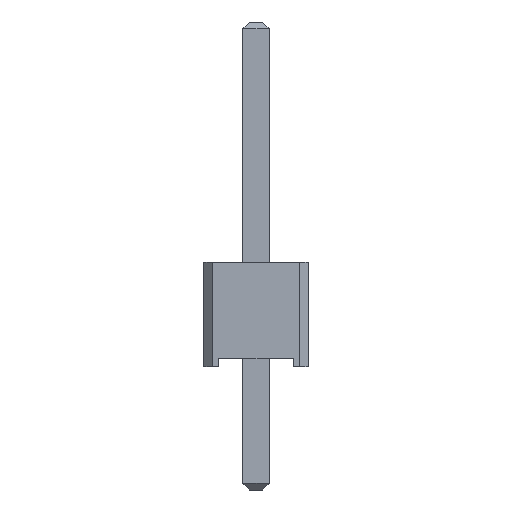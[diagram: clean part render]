
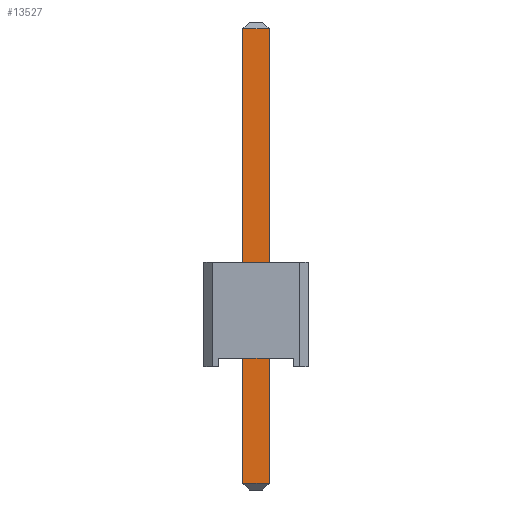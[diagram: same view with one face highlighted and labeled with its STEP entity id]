
A CAD part, left-side view. The second image highlights one B-rep face of the part: STEP entity #13527.
In plain terms, the highlighted planar face has unit normal (-1, 0, 0).
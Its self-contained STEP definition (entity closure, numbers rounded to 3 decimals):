
#13411 = EDGE_CURVE('',#13412,#13414,#13416,.T.);
#13412 = VERTEX_POINT('',#13413);
#13413 = CARTESIAN_POINT('',(-0.32,0.32,-2.84));
#13414 = VERTEX_POINT('',#13415);
#13415 = CARTESIAN_POINT('',(-0.32,0.32,8.22));
#13416 = SURFACE_CURVE('',#13417,(#13421,#13433),.PCURVE_S1.);
#13417 = LINE('',#13418,#13419);
#13418 = CARTESIAN_POINT('',(-0.32,0.32,-3.));
#13419 = VECTOR('',#13420,1.);
#13420 = DIRECTION('',(0.,0.,1.));
#13421 = PCURVE('',#13422,#13427);
#13422 = PLANE('',#13423);
#13423 = AXIS2_PLACEMENT_3D('',#13424,#13425,#13426);
#13424 = CARTESIAN_POINT('',(-0.32,0.32,-3.));
#13425 = DIRECTION('',(0.,1.,0.));
#13426 = DIRECTION('',(1.,0.,0.));
#13427 = DEFINITIONAL_REPRESENTATION('',(#13428),#13432);
#13428 = LINE('',#13429,#13430);
#13429 = CARTESIAN_POINT('',(0.,0.));
#13430 = VECTOR('',#13431,1.);
#13431 = DIRECTION('',(0.,-1.));
#13432 = ( GEOMETRIC_REPRESENTATION_CONTEXT(2) 
PARAMETRIC_REPRESENTATION_CONTEXT() REPRESENTATION_CONTEXT('2D SPACE',''
  ) );
#13433 = PCURVE('',#13434,#13439);
#13434 = PLANE('',#13435);
#13435 = AXIS2_PLACEMENT_3D('',#13436,#13437,#13438);
#13436 = CARTESIAN_POINT('',(-0.32,-0.32,-3.));
#13437 = DIRECTION('',(-1.,0.,0.));
#13438 = DIRECTION('',(0.,1.,0.));
#13439 = DEFINITIONAL_REPRESENTATION('',(#13440),#13444);
#13440 = LINE('',#13441,#13442);
#13441 = CARTESIAN_POINT('',(0.64,0.));
#13442 = VECTOR('',#13443,1.);
#13443 = DIRECTION('',(0.,-1.));
#13444 = ( GEOMETRIC_REPRESENTATION_CONTEXT(2) 
PARAMETRIC_REPRESENTATION_CONTEXT() REPRESENTATION_CONTEXT('2D SPACE',''
  ) );
#13527 = ADVANCED_FACE('',(#13528),#13434,.T.);
#13528 = FACE_BOUND('',#13529,.T.);
#13529 = EDGE_LOOP('',(#13530,#13560,#13586,#13587));
#13530 = ORIENTED_EDGE('',*,*,#13531,.T.);
#13531 = EDGE_CURVE('',#13532,#13534,#13536,.T.);
#13532 = VERTEX_POINT('',#13533);
#13533 = CARTESIAN_POINT('',(-0.32,-0.32,-2.84));
#13534 = VERTEX_POINT('',#13535);
#13535 = CARTESIAN_POINT('',(-0.32,-0.32,8.22));
#13536 = SURFACE_CURVE('',#13537,(#13541,#13548),.PCURVE_S1.);
#13537 = LINE('',#13538,#13539);
#13538 = CARTESIAN_POINT('',(-0.32,-0.32,-3.));
#13539 = VECTOR('',#13540,1.);
#13540 = DIRECTION('',(0.,0.,1.));
#13541 = PCURVE('',#13434,#13542);
#13542 = DEFINITIONAL_REPRESENTATION('',(#13543),#13547);
#13543 = LINE('',#13544,#13545);
#13544 = CARTESIAN_POINT('',(0.,0.));
#13545 = VECTOR('',#13546,1.);
#13546 = DIRECTION('',(0.,-1.));
#13547 = ( GEOMETRIC_REPRESENTATION_CONTEXT(2) 
PARAMETRIC_REPRESENTATION_CONTEXT() REPRESENTATION_CONTEXT('2D SPACE',''
  ) );
#13548 = PCURVE('',#13549,#13554);
#13549 = PLANE('',#13550);
#13550 = AXIS2_PLACEMENT_3D('',#13551,#13552,#13553);
#13551 = CARTESIAN_POINT('',(0.32,-0.32,-3.));
#13552 = DIRECTION('',(0.,-1.,0.));
#13553 = DIRECTION('',(-1.,0.,0.));
#13554 = DEFINITIONAL_REPRESENTATION('',(#13555),#13559);
#13555 = LINE('',#13556,#13557);
#13556 = CARTESIAN_POINT('',(0.64,0.));
#13557 = VECTOR('',#13558,1.);
#13558 = DIRECTION('',(0.,-1.));
#13559 = ( GEOMETRIC_REPRESENTATION_CONTEXT(2) 
PARAMETRIC_REPRESENTATION_CONTEXT() REPRESENTATION_CONTEXT('2D SPACE',''
  ) );
#13560 = ORIENTED_EDGE('',*,*,#13561,.T.);
#13561 = EDGE_CURVE('',#13534,#13414,#13562,.T.);
#13562 = SURFACE_CURVE('',#13563,(#13567,#13574),.PCURVE_S1.);
#13563 = LINE('',#13564,#13565);
#13564 = CARTESIAN_POINT('',(-0.32,-0.32,8.22));
#13565 = VECTOR('',#13566,1.);
#13566 = DIRECTION('',(0.,1.,0.));
#13567 = PCURVE('',#13434,#13568);
#13568 = DEFINITIONAL_REPRESENTATION('',(#13569),#13573);
#13569 = LINE('',#13570,#13571);
#13570 = CARTESIAN_POINT('',(0.,-11.22));
#13571 = VECTOR('',#13572,1.);
#13572 = DIRECTION('',(1.,0.));
#13573 = ( GEOMETRIC_REPRESENTATION_CONTEXT(2) 
PARAMETRIC_REPRESENTATION_CONTEXT() REPRESENTATION_CONTEXT('2D SPACE',''
  ) );
#13574 = PCURVE('',#13575,#13580);
#13575 = PLANE('',#13576);
#13576 = AXIS2_PLACEMENT_3D('',#13577,#13578,#13579);
#13577 = CARTESIAN_POINT('',(-0.24,-0.32,8.3));
#13578 = DIRECTION('',(-0.707,0.,
    0.707));
#13579 = DIRECTION('',(0.,-1.,0.));
#13580 = DEFINITIONAL_REPRESENTATION('',(#13581),#13585);
#13581 = LINE('',#13582,#13583);
#13582 = CARTESIAN_POINT('',(0.,-0.113));
#13583 = VECTOR('',#13584,1.);
#13584 = DIRECTION('',(-1.,0.));
#13585 = ( GEOMETRIC_REPRESENTATION_CONTEXT(2) 
PARAMETRIC_REPRESENTATION_CONTEXT() REPRESENTATION_CONTEXT('2D SPACE',''
  ) );
#13586 = ORIENTED_EDGE('',*,*,#13411,.F.);
#13587 = ORIENTED_EDGE('',*,*,#13588,.F.);
#13588 = EDGE_CURVE('',#13532,#13412,#13589,.T.);
#13589 = SURFACE_CURVE('',#13590,(#13594,#13601),.PCURVE_S1.);
#13590 = LINE('',#13591,#13592);
#13591 = CARTESIAN_POINT('',(-0.32,-0.32,-2.84));
#13592 = VECTOR('',#13593,1.);
#13593 = DIRECTION('',(0.,1.,0.));
#13594 = PCURVE('',#13434,#13595);
#13595 = DEFINITIONAL_REPRESENTATION('',(#13596),#13600);
#13596 = LINE('',#13597,#13598);
#13597 = CARTESIAN_POINT('',(0.,-0.16));
#13598 = VECTOR('',#13599,1.);
#13599 = DIRECTION('',(1.,0.));
#13600 = ( GEOMETRIC_REPRESENTATION_CONTEXT(2) 
PARAMETRIC_REPRESENTATION_CONTEXT() REPRESENTATION_CONTEXT('2D SPACE',''
  ) );
#13601 = PCURVE('',#13602,#13607);
#13602 = PLANE('',#13603);
#13603 = AXIS2_PLACEMENT_3D('',#13604,#13605,#13606);
#13604 = CARTESIAN_POINT('',(-0.24,-0.32,-2.92));
#13605 = DIRECTION('',(0.707,0.,0.707));
#13606 = DIRECTION('',(0.,-1.,0.));
#13607 = DEFINITIONAL_REPRESENTATION('',(#13608),#13612);
#13608 = LINE('',#13609,#13610);
#13609 = CARTESIAN_POINT('',(0.,-0.113));
#13610 = VECTOR('',#13611,1.);
#13611 = DIRECTION('',(-1.,0.));
#13612 = ( GEOMETRIC_REPRESENTATION_CONTEXT(2) 
PARAMETRIC_REPRESENTATION_CONTEXT() REPRESENTATION_CONTEXT('2D SPACE',''
  ) );
